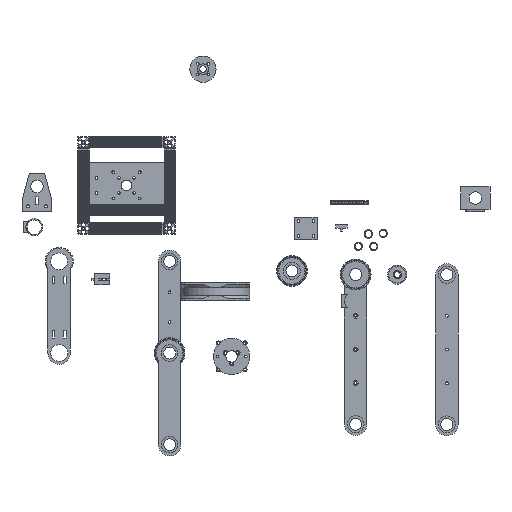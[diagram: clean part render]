
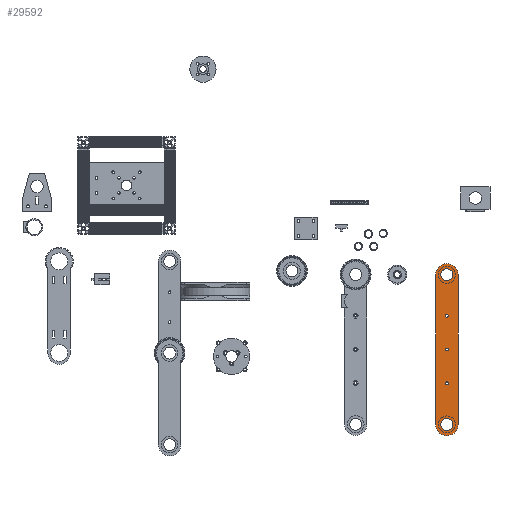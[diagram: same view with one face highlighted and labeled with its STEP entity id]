
A CAD part, front view. The second image highlights one B-rep face of the part: STEP entity #29592.
In plain terms, the highlighted planar face has unit normal (0, -1, 0).
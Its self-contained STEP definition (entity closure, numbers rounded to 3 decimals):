
#688=FACE_BOUND('',#4749,.T.);
#689=FACE_BOUND('',#4750,.T.);
#690=FACE_BOUND('',#4751,.T.);
#691=FACE_BOUND('',#4752,.T.);
#692=FACE_BOUND('',#4753,.T.);
#1486=PLANE('',#32375);
#2971=FACE_OUTER_BOUND('',#4748,.T.);
#4748=EDGE_LOOP('',(#25933,#25934,#25935,#25936));
#4749=EDGE_LOOP('',(#25937));
#4750=EDGE_LOOP('',(#25938));
#4751=EDGE_LOOP('',(#25939));
#4752=EDGE_LOOP('',(#25940));
#4753=EDGE_LOOP('',(#25941));
#7350=LINE('',#50617,#10228);
#7355=LINE('',#50631,#10233);
#10228=VECTOR('',#39529,10.);
#10233=VECTOR('',#39542,10.);
#11935=CIRCLE('',#32348,1.8);
#11936=CIRCLE('',#32350,1.8);
#11937=CIRCLE('',#32352,1.8);
#11939=CIRCLE('',#32355,8.);
#11942=CIRCLE('',#32360,8.);
#11946=CIRCLE('',#32369,15.);
#11948=CIRCLE('',#32373,15.);
#14333=VERTEX_POINT('',#50577);
#14334=VERTEX_POINT('',#50581);
#14335=VERTEX_POINT('',#50585);
#14337=VERTEX_POINT('',#50591);
#14340=VERTEX_POINT('',#50600);
#14344=VERTEX_POINT('',#50615);
#14345=VERTEX_POINT('',#50616);
#14348=VERTEX_POINT('',#50624);
#14350=VERTEX_POINT('',#50630);
#18293=EDGE_CURVE('',#14333,#14333,#11935,.T.);
#18295=EDGE_CURVE('',#14334,#14334,#11936,.T.);
#18297=EDGE_CURVE('',#14335,#14335,#11937,.T.);
#18300=EDGE_CURVE('',#14337,#14337,#11939,.T.);
#18304=EDGE_CURVE('',#14340,#14340,#11942,.T.);
#18310=EDGE_CURVE('',#14344,#14345,#7350,.T.);
#18314=EDGE_CURVE('',#14345,#14348,#11946,.T.);
#18317=EDGE_CURVE('',#14348,#14350,#7355,.T.);
#18320=EDGE_CURVE('',#14350,#14344,#11948,.T.);
#25933=ORIENTED_EDGE('',*,*,#18320,.T.);
#25934=ORIENTED_EDGE('',*,*,#18310,.T.);
#25935=ORIENTED_EDGE('',*,*,#18314,.T.);
#25936=ORIENTED_EDGE('',*,*,#18317,.T.);
#25937=ORIENTED_EDGE('',*,*,#18293,.T.);
#25938=ORIENTED_EDGE('',*,*,#18295,.T.);
#25939=ORIENTED_EDGE('',*,*,#18297,.T.);
#25940=ORIENTED_EDGE('',*,*,#18300,.T.);
#25941=ORIENTED_EDGE('',*,*,#18304,.T.);
#29592=ADVANCED_FACE('',(#2971,#688,#689,#690,#691,#692),#1486,.T.);
#32348=AXIS2_PLACEMENT_3D('',#50579,#39483,#39484);
#32350=AXIS2_PLACEMENT_3D('',#50583,#39488,#39489);
#32352=AXIS2_PLACEMENT_3D('',#50587,#39493,#39494);
#32355=AXIS2_PLACEMENT_3D('',#50593,#39500,#39501);
#32360=AXIS2_PLACEMENT_3D('',#50602,#39511,#39512);
#32369=AXIS2_PLACEMENT_3D('',#50625,#39535,#39536);
#32373=AXIS2_PLACEMENT_3D('',#50636,#39547,#39548);
#32375=AXIS2_PLACEMENT_3D('',#50638,#39551,#39552);
#39483=DIRECTION('center_axis',(0.,1.,0.));
#39484=DIRECTION('ref_axis',(-1.,0.,0.));
#39488=DIRECTION('center_axis',(0.,1.,0.));
#39489=DIRECTION('ref_axis',(-1.,0.,0.));
#39493=DIRECTION('center_axis',(0.,1.,0.));
#39494=DIRECTION('ref_axis',(-1.,0.,0.));
#39500=DIRECTION('center_axis',(0.,1.,0.));
#39501=DIRECTION('ref_axis',(1.,0.,0.));
#39511=DIRECTION('center_axis',(0.,1.,0.));
#39512=DIRECTION('ref_axis',(1.,0.,0.));
#39529=DIRECTION('',(0.,0.,1.));
#39535=DIRECTION('center_axis',(0.,-1.,0.));
#39536=DIRECTION('ref_axis',(1.,0.,0.));
#39542=DIRECTION('',(0.,0.,-1.));
#39547=DIRECTION('center_axis',(0.,-1.,0.));
#39548=DIRECTION('ref_axis',(-1.,0.,0.));
#39551=DIRECTION('center_axis',(0.,-1.,0.));
#39552=DIRECTION('ref_axis',(1.,0.,0.));
#50577=CARTESIAN_POINT('',(372.21,165.244,-116.829));
#50579=CARTESIAN_POINT('Origin',(370.41,165.244,-116.829));
#50581=CARTESIAN_POINT('',(372.21,165.244,-161.829));
#50583=CARTESIAN_POINT('Origin',(370.41,165.244,-161.829));
#50585=CARTESIAN_POINT('',(372.21,165.244,-206.829));
#50587=CARTESIAN_POINT('Origin',(370.41,165.244,-206.829));
#50591=CARTESIAN_POINT('',(362.41,165.244,-61.829));
#50593=CARTESIAN_POINT('Origin',(370.41,165.244,-61.829));
#50600=CARTESIAN_POINT('',(362.41,165.244,-261.829));
#50602=CARTESIAN_POINT('Origin',(370.41,165.244,-261.829));
#50615=CARTESIAN_POINT('',(385.41,165.244,-261.829));
#50616=CARTESIAN_POINT('',(385.41,165.244,-61.829));
#50617=CARTESIAN_POINT('',(385.41,165.244,-261.829));
#50624=CARTESIAN_POINT('',(355.41,165.244,-61.829));
#50625=CARTESIAN_POINT('Origin',(370.41,165.244,-61.829));
#50630=CARTESIAN_POINT('',(355.41,165.244,-261.829));
#50631=CARTESIAN_POINT('',(355.41,165.244,-61.829));
#50636=CARTESIAN_POINT('Origin',(370.41,165.244,-261.829));
#50638=CARTESIAN_POINT('Origin',(370.41,165.244,-161.829));
